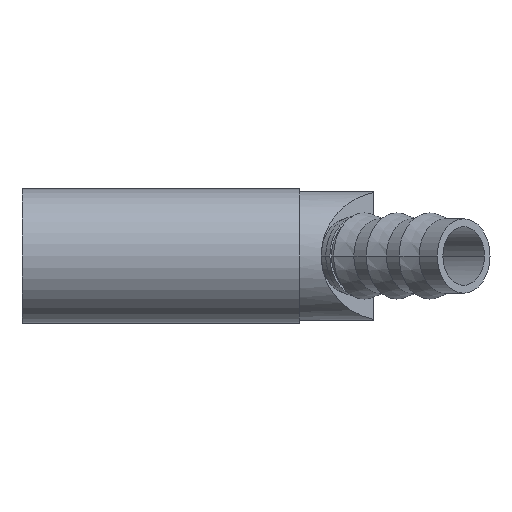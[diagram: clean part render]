
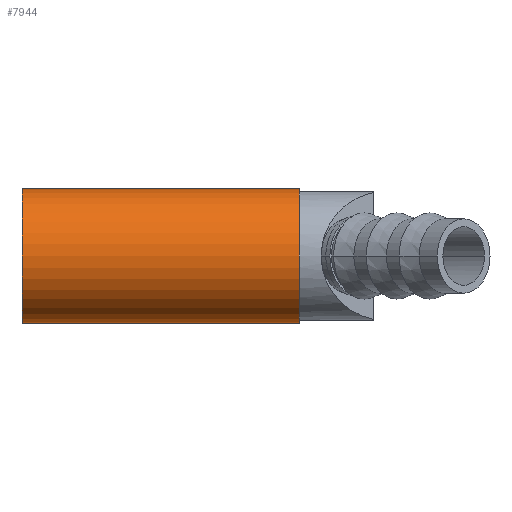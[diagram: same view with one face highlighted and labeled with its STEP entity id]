
A CAD part, front view. The second image highlights one B-rep face of the part: STEP entity #7944.
In plain terms, the highlighted cylindrical face has radius 11.5 mm (diameter 23 mm), a partial arc.
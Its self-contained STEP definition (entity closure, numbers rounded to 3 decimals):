
#264 = CARTESIAN_POINT ( 'NONE',  ( 0., 0., 0. ) ) ;
#565 = LINE ( 'NONE', #7008, #5401 ) ;
#945 = CIRCLE ( 'NONE', #7756, 11.5 ) ;
#978 = CARTESIAN_POINT ( 'NONE',  ( 0., 0., 0. ) ) ;
#1334 = CARTESIAN_POINT ( 'NONE',  ( 0., 0., -11.5 ) ) ;
#1758 = VERTEX_POINT ( 'NONE', #5952 ) ;
#2253 = CARTESIAN_POINT ( 'NONE',  ( 47.3, 0., 11.5 ) ) ;
#2268 = VECTOR ( 'NONE', #3941, 1000. ) ;
#2699 = CARTESIAN_POINT ( 'NONE',  ( 0., 0., 11.5 ) ) ;
#3202 = DIRECTION ( 'NONE',  ( -1., 0., 0. ) ) ;
#3629 = CYLINDRICAL_SURFACE ( 'NONE', #4453, 11.5 ) ;
#3856 = EDGE_CURVE ( 'NONE', #4197, #6613, #945, .T. ) ;
#3941 = DIRECTION ( 'NONE',  ( -1., 0., 0. ) ) ;
#4040 = CIRCLE ( 'NONE', #6896, 11.5 ) ;
#4197 = VERTEX_POINT ( 'NONE', #6938 ) ;
#4241 = ORIENTED_EDGE ( 'NONE', *, *, #6521, .T. ) ;
#4353 = DIRECTION ( 'NONE',  ( -1., 0., 0. ) ) ;
#4453 = AXIS2_PLACEMENT_3D ( 'NONE', #978, #4353, #5590 ) ;
#4801 = LINE ( 'NONE', #1334, #2268 ) ;
#5401 = VECTOR ( 'NONE', #7656, 1000. ) ;
#5546 = EDGE_CURVE ( 'NONE', #8163, #6613, #565, .T. ) ;
#5590 = DIRECTION ( 'NONE',  ( 0., 0., 1. ) ) ;
#5673 = FACE_OUTER_BOUND ( 'NONE', #6317, .T. ) ;
#5952 = CARTESIAN_POINT ( 'NONE',  ( 47.3, 0., -11.5 ) ) ;
#6105 = ORIENTED_EDGE ( 'NONE', *, *, #5546, .T. ) ;
#6317 = EDGE_LOOP ( 'NONE', ( #8244, #4241, #6105, #7431 ) ) ;
#6410 = EDGE_CURVE ( 'NONE', #1758, #4197, #4801, .T. ) ;
#6521 = EDGE_CURVE ( 'NONE', #1758, #8163, #4040, .T. ) ;
#6613 = VERTEX_POINT ( 'NONE', #2699 ) ;
#6795 = DIRECTION ( 'NONE',  ( -1., 0., 0. ) ) ;
#6896 = AXIS2_PLACEMENT_3D ( 'NONE', #8330, #3202, #7726 ) ;
#6938 = CARTESIAN_POINT ( 'NONE',  ( 0., 0., -11.5 ) ) ;
#7008 = CARTESIAN_POINT ( 'NONE',  ( 0., 0., 11.5 ) ) ;
#7431 = ORIENTED_EDGE ( 'NONE', *, *, #3856, .F. ) ;
#7558 = DIRECTION ( 'NONE',  ( 0., 0., 1. ) ) ;
#7656 = DIRECTION ( 'NONE',  ( -1., 0., 0. ) ) ;
#7726 = DIRECTION ( 'NONE',  ( 0., 0., 1. ) ) ;
#7756 = AXIS2_PLACEMENT_3D ( 'NONE', #264, #6795, #7558 ) ;
#7944 = ADVANCED_FACE ( 'NONE', ( #5673 ), #3629, .T. ) ;
#8163 = VERTEX_POINT ( 'NONE', #2253 ) ;
#8244 = ORIENTED_EDGE ( 'NONE', *, *, #6410, .F. ) ;
#8330 = CARTESIAN_POINT ( 'NONE',  ( 47.3, 0., 0. ) ) ;
